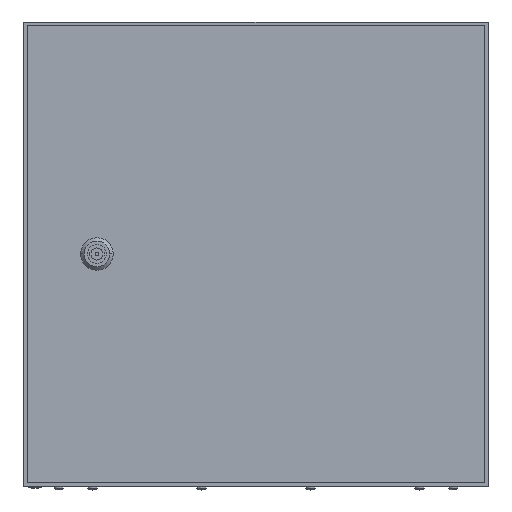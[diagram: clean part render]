
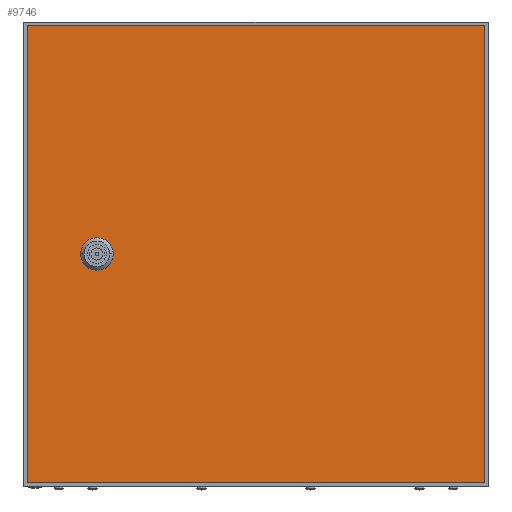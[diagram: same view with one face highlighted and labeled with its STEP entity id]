
A CAD part, top view. The second image highlights one B-rep face of the part: STEP entity #9746.
In plain terms, the highlighted planar face has unit normal (0, 0, 1).
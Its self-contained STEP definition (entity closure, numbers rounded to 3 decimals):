
#1738 = VERTEX_POINT ( 'NONE', #2830 ) ;
#2830 = CARTESIAN_POINT ( 'NONE',  ( 76.87, 200., 16.85 ) ) ;
#5628 = CARTESIAN_POINT ( 'NONE',  ( 2.72, 3., 16.85 ) ) ;
#6236 = CARTESIAN_POINT ( 'NONE',  ( 48.87, 200., 16.85 ) ) ;
#6837 = DIRECTION ( 'NONE',  ( -1., 0., 0. ) ) ;
#7679 = EDGE_CURVE ( 'NONE', #25895, #60638, #30031, .T. ) ;
#8963 = ORIENTED_EDGE ( 'NONE', *, *, #7679, .T. ) ;
#9368 = ORIENTED_EDGE ( 'NONE', *, *, #60960, .T. ) ;
#9746 = ADVANCED_FACE ( 'NONE', ( #24652, #55143 ), #10658, .T. ) ;
#9845 = CIRCLE ( 'NONE', #46150, 14. ) ;
#10226 = AXIS2_PLACEMENT_3D ( 'NONE', #64208, #14877, #50243 ) ;
#10658 = PLANE ( 'NONE',  #10226 ) ;
#10685 = VERTEX_POINT ( 'NONE', #47160 ) ;
#13313 = LINE ( 'NONE', #52935, #21436 ) ;
#14877 = DIRECTION ( 'NONE',  ( 0., 0., 1. ) ) ;
#15132 = ORIENTED_EDGE ( 'NONE', *, *, #59011, .T. ) ;
#17368 = VECTOR ( 'NONE', #6837, 1000. ) ;
#17412 = ORIENTED_EDGE ( 'NONE', *, *, #56324, .T. ) ;
#19029 = DIRECTION ( 'NONE',  ( 0., 0., -1. ) ) ;
#21436 = VECTOR ( 'NONE', #28319, 1000. ) ;
#24652 = FACE_BOUND ( 'NONE', #58837, .T. ) ;
#25437 = DIRECTION ( 'NONE',  ( 1., 0., 0. ) ) ;
#25895 = VERTEX_POINT ( 'NONE', #42900 ) ;
#28319 = DIRECTION ( 'NONE',  ( 0., -1., 0. ) ) ;
#29482 = DIRECTION ( 'NONE',  ( -1., 0., 0. ) ) ;
#30031 = LINE ( 'NONE', #5628, #53674 ) ;
#30928 = CARTESIAN_POINT ( 'NONE',  ( 2.72, 397., 16.85 ) ) ;
#31976 = CARTESIAN_POINT ( 'NONE',  ( 396.72, 3., 16.85 ) ) ;
#37092 = LINE ( 'NONE', #30928, #17368 ) ;
#37247 = ORIENTED_EDGE ( 'NONE', *, *, #58813, .T. ) ;
#37859 = VERTEX_POINT ( 'NONE', #6236 ) ;
#40220 = AXIS2_PLACEMENT_3D ( 'NONE', #49848, #59574, #29482 ) ;
#42900 = CARTESIAN_POINT ( 'NONE',  ( 2.72, 3., 16.85 ) ) ;
#43465 = DIRECTION ( 'NONE',  ( -1., 0., 0. ) ) ;
#44561 = DIRECTION ( 'NONE',  ( 0., 1., 0. ) ) ;
#46150 = AXIS2_PLACEMENT_3D ( 'NONE', #57679, #19029, #43465 ) ;
#46922 = ORIENTED_EDGE ( 'NONE', *, *, #58095, .T. ) ;
#47108 = VECTOR ( 'NONE', #44561, 1000. ) ;
#47160 = CARTESIAN_POINT ( 'NONE',  ( 396.72, 397., 16.85 ) ) ;
#47558 = EDGE_LOOP ( 'NONE', ( #17412, #8963, #37247, #9368 ) ) ;
#48440 = LINE ( 'NONE', #58484, #47108 ) ;
#49848 = CARTESIAN_POINT ( 'NONE',  ( 62.87, 200., 16.85 ) ) ;
#50243 = DIRECTION ( 'NONE',  ( 1., 0., 0. ) ) ;
#52935 = CARTESIAN_POINT ( 'NONE',  ( 2.72, 397., 16.85 ) ) ;
#53642 = CIRCLE ( 'NONE', #40220, 14. ) ;
#53674 = VECTOR ( 'NONE', #25437, 1000. ) ;
#55143 = FACE_OUTER_BOUND ( 'NONE', #47558, .T. ) ;
#56324 = EDGE_CURVE ( 'NONE', #60188, #25895, #13313, .T. ) ;
#57679 = CARTESIAN_POINT ( 'NONE',  ( 62.87, 200., 16.85 ) ) ;
#58095 = EDGE_CURVE ( 'NONE', #37859, #1738, #53642, .T. ) ;
#58484 = CARTESIAN_POINT ( 'NONE',  ( 396.72, 397., 16.85 ) ) ;
#58813 = EDGE_CURVE ( 'NONE', #60638, #10685, #48440, .T. ) ;
#58837 = EDGE_LOOP ( 'NONE', ( #46922, #15132 ) ) ;
#59011 = EDGE_CURVE ( 'NONE', #1738, #37859, #9845, .T. ) ;
#59574 = DIRECTION ( 'NONE',  ( 0., 0., -1. ) ) ;
#60188 = VERTEX_POINT ( 'NONE', #63827 ) ;
#60638 = VERTEX_POINT ( 'NONE', #31976 ) ;
#60960 = EDGE_CURVE ( 'NONE', #10685, #60188, #37092, .T. ) ;
#63827 = CARTESIAN_POINT ( 'NONE',  ( 2.72, 397., 16.85 ) ) ;
#64208 = CARTESIAN_POINT ( 'NONE',  ( 0., 0., 16.85 ) ) ;
